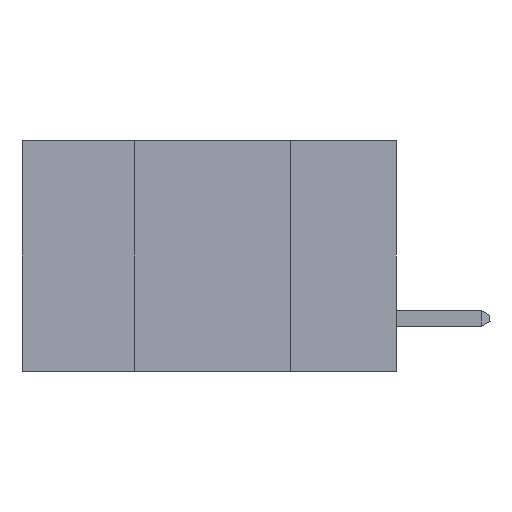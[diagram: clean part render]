
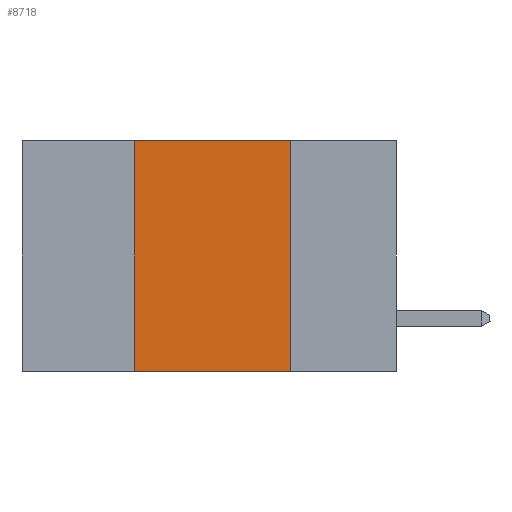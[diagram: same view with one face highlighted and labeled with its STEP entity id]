
A CAD part, left-side view. The second image highlights one B-rep face of the part: STEP entity #8718.
In plain terms, the highlighted planar face has unit normal (-1, 0, 0).
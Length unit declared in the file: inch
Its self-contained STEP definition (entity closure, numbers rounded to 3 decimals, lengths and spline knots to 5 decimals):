
#7 = EDGE_LOOP ( 'NONE', ( #4936, #7630, #1098, #2209 ) ) ;
#384 = CARTESIAN_POINT ( 'NONE',  ( 0., 0.6, 0. ) ) ;
#496 = PLANE ( 'NONE',  #8712 ) ;
#533 = DIRECTION ( 'NONE',  ( 0., 0., -1. ) ) ;
#1027 = CARTESIAN_POINT ( 'NONE',  ( 0., 0.17, -0.37 ) ) ;
#1098 = ORIENTED_EDGE ( 'NONE', *, *, #7876, .F. ) ;
#1107 = LINE ( 'NONE', #8805, #11015 ) ;
#2060 = EDGE_CURVE ( 'NONE', #3828, #9692, #9148, .T. ) ;
#2209 = ORIENTED_EDGE ( 'NONE', *, *, #2060, .T. ) ;
#2343 = DIRECTION ( 'NONE',  ( 0., 0., 1. ) ) ;
#2540 = CARTESIAN_POINT ( 'NONE',  ( 0., 0.6, -0.37 ) ) ;
#2794 = VERTEX_POINT ( 'NONE', #6178 ) ;
#3331 = CARTESIAN_POINT ( 'NONE',  ( 0., 0.42, 0. ) ) ;
#3589 = LINE ( 'NONE', #384, #8381 ) ;
#3828 = VERTEX_POINT ( 'NONE', #7968 ) ;
#4008 = DIRECTION ( 'NONE',  ( 0., 0., -1. ) ) ;
#4426 = CARTESIAN_POINT ( 'NONE',  ( 0., 0.6, 0. ) ) ;
#4449 = FACE_OUTER_BOUND ( 'NONE', #7, .T. ) ;
#4936 = ORIENTED_EDGE ( 'NONE', *, *, #7702, .F. ) ;
#6178 = CARTESIAN_POINT ( 'NONE',  ( 0., 0.42, 0. ) ) ;
#6215 = DIRECTION ( 'NONE',  ( 0., -1., 0. ) ) ;
#6365 = DIRECTION ( 'NONE',  ( 1., 0., 0. ) ) ;
#6577 = VECTOR ( 'NONE', #11097, 39.37008 ) ;
#7239 = CARTESIAN_POINT ( 'NONE',  ( 0., 0.17, 0. ) ) ;
#7630 = ORIENTED_EDGE ( 'NONE', *, *, #7905, .F. ) ;
#7702 = EDGE_CURVE ( 'NONE', #7957, #9692, #1107, .T. ) ;
#7876 = EDGE_CURVE ( 'NONE', #3828, #2794, #9019, .T. ) ;
#7905 = EDGE_CURVE ( 'NONE', #2794, #7957, #3589, .T. ) ;
#7957 = VERTEX_POINT ( 'NONE', #7239 ) ;
#7968 = CARTESIAN_POINT ( 'NONE',  ( 0., 0.42, -0.37 ) ) ;
#8381 = VECTOR ( 'NONE', #6215, 39.37008 ) ;
#8712 = AXIS2_PLACEMENT_3D ( 'NONE', #4426, #6365, #533 ) ;
#8718 = ADVANCED_FACE ( 'NONE', ( #4449 ), #496, .F. ) ;
#8805 = CARTESIAN_POINT ( 'NONE',  ( 0., 0.17, 0. ) ) ;
#9019 = LINE ( 'NONE', #3331, #11154 ) ;
#9148 = LINE ( 'NONE', #2540, #6577 ) ;
#9692 = VERTEX_POINT ( 'NONE', #1027 ) ;
#11015 = VECTOR ( 'NONE', #4008, 39.37008 ) ;
#11097 = DIRECTION ( 'NONE',  ( 0., -1., 0. ) ) ;
#11154 = VECTOR ( 'NONE', #2343, 39.37008 ) ;
